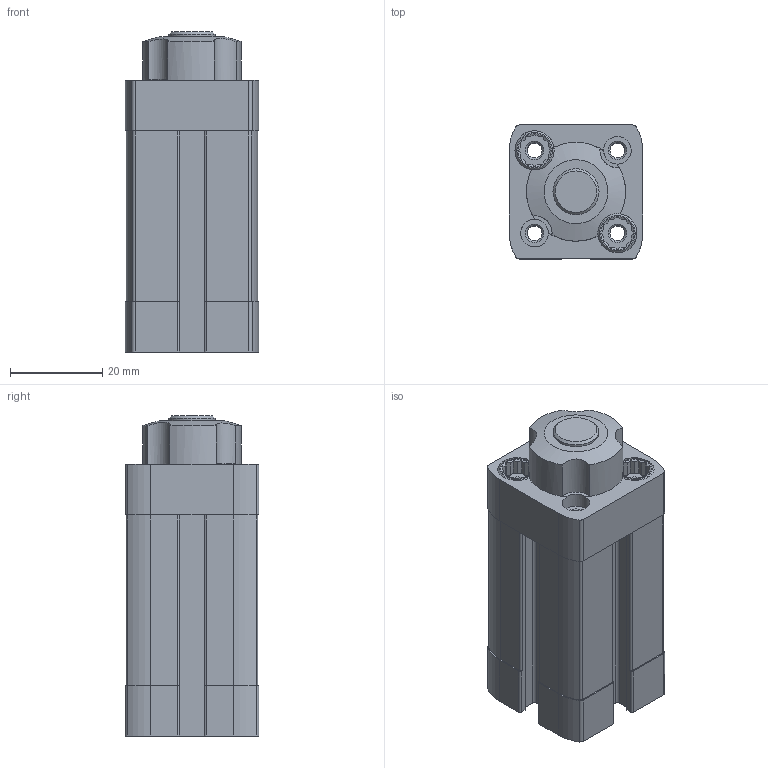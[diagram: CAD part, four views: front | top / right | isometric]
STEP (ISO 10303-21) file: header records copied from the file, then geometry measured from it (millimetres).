
FILE_DESCRIPTION(/* description */ ('STEP AP214'),/* implementation_level */ '2;1');
FILE_NAME(/* name */ '576058_DFSP-16-10-DS-PA',/* time_stamp */ '2024-08-15T21:16:35+02:00',/* author */ ('License CC BY-ND 4.0'),/* organization */ ('CADENAS'),/* preprocessor_version */ 'ST-DEVELOPER v19.3',/* originating_system */ 'PARTsolutions',/* authorisation */ ' ');
FILE_SCHEMA (('AUTOMOTIVE_DESIGN {1 0 10303 214 3 1 1}'));
Length unit declared in the file: millimetre
Products named in the file (3): 576058 DFSP-16-10-DS-PA---(0); 575166 DFSP-16-10_g; 575166 DFSP-16-10-S_ks
Assembly tree (2 placements, depth 2):
  576058 DFSP-16-10-DS-PA---(0)
    575166 DFSP-16-10_g
    575166 DFSP-16-10-S_ks
Bounding box: 29 x 29 x 69.5 mm (x, y, z)
Volume: 40692.1 mm3; surface area: 18330.3 mm2
Topology: 2 solids, 2 shells, 279 faces, 741 edges, 490 vertices
Faces by surface type: plane 172, cylinder 87, cone 19, sphere 1
Full cylindrical faces by diameter (mm): 3.242 x8, 4.134 x2, 5.242 x4, 6 x4, 8.5 x4, 9 x1, 10 x2, 16 x2
Entity records: 8518 total; most frequent: CARTESIAN_POINT 1754, ORIENTED_EDGE 1364, DIRECTION 1344, EDGE_CURVE 682, AXIS2_PLACEMENT_3D 480, VERTEX_POINT 478, LINE 384, VECTOR 384
